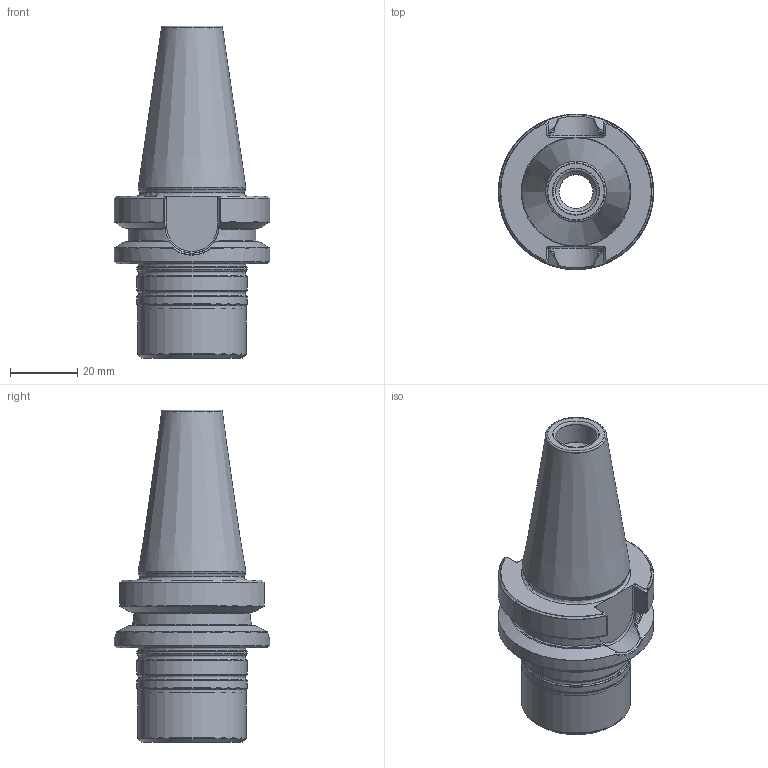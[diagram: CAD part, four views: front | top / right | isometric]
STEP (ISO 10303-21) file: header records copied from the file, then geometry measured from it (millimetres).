
FILE_DESCRIPTION(/* description */ (''),/* implementation_level */ '2;1');
FILE_NAME(/* name */ '413012520.stp',/* time_stamp */ '2021-01-08T12:37:24',/* author */ ('LRA'),/* organization */ ('REGO-FIX'),/* preprocessor_version */ ' Unknown',/* originating_system */ 'SIEMENS PLM Software Solid Edge ST10',/* authorization */ 'Unknown');
FILE_SCHEMA (('AUTOMOTIVE_DESIGN { 1 0 10303 214 2 1 1}'));
Length unit declared in the file: millimetre
Products named in the file (1): NOCUT
Bounding box: 46.3 x 46.3 x 98.8 mm (x, y, z)
Volume: 112671.9 mm3; surface area: 34603.2 mm2
Topology: 2 solids, 2 shells, 189 faces, 488 edges, 305 vertices
Faces by surface type: plane 62, cylinder 49, cone 40, torus 26, bspline 12
Full cylindrical faces by diameter (mm): 10.106 x6, 12.2 x1, 12.5 x1, 18 x2, 32 x2, 32.3 x1, 32.5 x3, 32.8 x3, 46 x1, 46.3 x1
Entity records: 6968 total; most frequent: CARTESIAN_POINT 1515, ORIENTED_EDGE 822, DIRECTION 808, EDGE_CURVE 411, AXIS2_PLACEMENT_3D 348, VERTEX_POINT 291, EDGE_LOOP 258, FACE_BOUND 258
